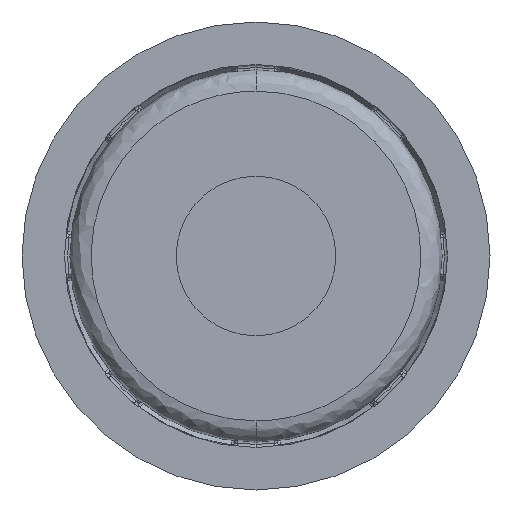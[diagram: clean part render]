
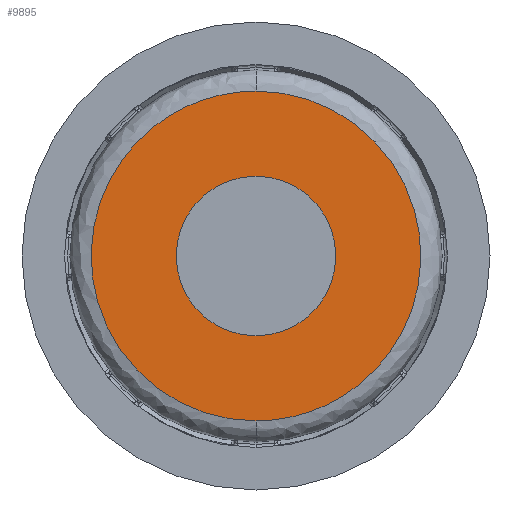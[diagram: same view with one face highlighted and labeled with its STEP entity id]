
A CAD part, front view. The second image highlights one B-rep face of the part: STEP entity #9895.
In plain terms, the highlighted planar face has unit normal (0, -1, 0).
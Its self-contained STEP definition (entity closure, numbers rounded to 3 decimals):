
#228 = EDGE_CURVE ( 'NONE', #3123, #1539, #8710, .T. ) ;
#336 = FACE_BOUND ( 'NONE', #3953, .T. ) ;
#582 = PLANE ( 'NONE',  #4037 ) ;
#1031 = CARTESIAN_POINT ( 'NONE',  ( 0., -2., -15.5 ) ) ;
#1539 = VERTEX_POINT ( 'NONE', #3330 ) ;
#2068 = CARTESIAN_POINT ( 'NONE',  ( 0., -2., 15.5 ) ) ;
#3023 = CARTESIAN_POINT ( 'NONE',  ( 0., -2., -15.5 ) ) ;
#3123 = VERTEX_POINT ( 'NONE', #14810 ) ;
#3184 = CARTESIAN_POINT ( 'NONE',  ( 0., -2., 0. ) ) ;
#3330 = CARTESIAN_POINT ( 'NONE',  ( 0., -2., 7.5 ) ) ;
#3906 = CARTESIAN_POINT ( 'NONE',  ( 7.5, -2., 0. ) ) ;
#3953 = EDGE_LOOP ( 'NONE', ( #8888, #19762 ) ) ;
#4037 = AXIS2_PLACEMENT_3D ( 'NONE', #3906, #14647, #5442 ) ;
#4209 = EDGE_CURVE ( 'NONE', #19909, #14535, #7823, .T. ) ;
#4250 = CARTESIAN_POINT ( 'NONE',  ( 0., -2., 15.5 ) ) ;
#4302 = CARTESIAN_POINT ( 'NONE',  ( -31., -2., 15.5 ) ) ;
#4318 = CARTESIAN_POINT ( 'NONE',  ( -31., -2., -15.5 ) ) ;
#4384 = CARTESIAN_POINT ( 'NONE',  ( 0., -2., -15.5 ) ) ;
#4694 = DIRECTION ( 'NONE',  ( 0., 0., -1. ) ) ;
#5442 = DIRECTION ( 'NONE',  ( 0., 0., -1. ) ) ;
#7823 =( BOUNDED_CURVE ( )  B_SPLINE_CURVE ( 3, ( #4384, #4318, #4302, #4250 ),
 .UNSPECIFIED., .F., .T. ) 
 B_SPLINE_CURVE_WITH_KNOTS ( ( 4, 4 ),
 ( 0., 1. ),
 .UNSPECIFIED. ) 
 CURVE ( )  GEOMETRIC_REPRESENTATION_ITEM ( )  RATIONAL_B_SPLINE_CURVE ( ( 1., 0.333, 0.333, 1. ) ) 
 REPRESENTATION_ITEM ( '' )  );
#8710 = CIRCLE ( 'NONE', #16598, 7.5 ) ;
#8888 = ORIENTED_EDGE ( 'NONE', *, *, #228, .T. ) ;
#9081 = CARTESIAN_POINT ( 'NONE',  ( 31., -2., 15.5 ) ) ;
#9895 = ADVANCED_FACE ( 'NONE', ( #336, #16188 ), #582, .T. ) ;
#11280 = EDGE_CURVE ( 'NONE', #1539, #3123, #17018, .T. ) ;
#12184 = CARTESIAN_POINT ( 'NONE',  ( 31., -2., -15.5 ) ) ;
#12756 =( BOUNDED_CURVE ( )  B_SPLINE_CURVE ( 3, ( #19885, #9081, #12184, #3023 ),
 .UNSPECIFIED., .F., .F. ) 
 B_SPLINE_CURVE_WITH_KNOTS ( ( 4, 4 ),
 ( 0., 1. ),
 .UNSPECIFIED. ) 
 CURVE ( )  GEOMETRIC_REPRESENTATION_ITEM ( )  RATIONAL_B_SPLINE_CURVE ( ( 1., 0.333, 0.333, 1. ) ) 
 REPRESENTATION_ITEM ( '' )  );
#13909 = DIRECTION ( 'NONE',  ( 0., 1., 0. ) ) ;
#14261 = AXIS2_PLACEMENT_3D ( 'NONE', #3184, #13909, #4694 ) ;
#14535 = VERTEX_POINT ( 'NONE', #2068 ) ;
#14635 = ORIENTED_EDGE ( 'NONE', *, *, #17758, .F. ) ;
#14647 = DIRECTION ( 'NONE',  ( 0., -1., 0. ) ) ;
#14810 = CARTESIAN_POINT ( 'NONE',  ( 0., -2., -7.5 ) ) ;
#15130 = ORIENTED_EDGE ( 'NONE', *, *, #4209, .F. ) ;
#16188 = FACE_OUTER_BOUND ( 'NONE', #16367, .T. ) ;
#16367 = EDGE_LOOP ( 'NONE', ( #14635, #15130 ) ) ;
#16598 = AXIS2_PLACEMENT_3D ( 'NONE', #18330, #17083, #16706 ) ;
#16706 = DIRECTION ( 'NONE',  ( 0., 0., -1. ) ) ;
#17018 = CIRCLE ( 'NONE', #14261, 7.5 ) ;
#17083 = DIRECTION ( 'NONE',  ( 0., 1., 0. ) ) ;
#17758 = EDGE_CURVE ( 'NONE', #14535, #19909, #12756, .T. ) ;
#18330 = CARTESIAN_POINT ( 'NONE',  ( 0., -2., 0. ) ) ;
#19762 = ORIENTED_EDGE ( 'NONE', *, *, #11280, .T. ) ;
#19885 = CARTESIAN_POINT ( 'NONE',  ( 0., -2., 15.5 ) ) ;
#19909 = VERTEX_POINT ( 'NONE', #1031 ) ;
